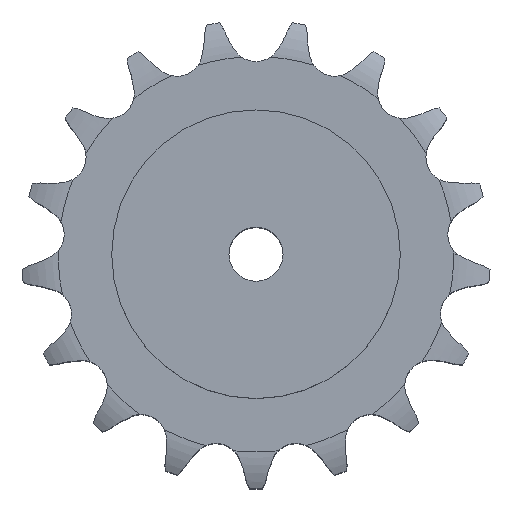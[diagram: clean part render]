
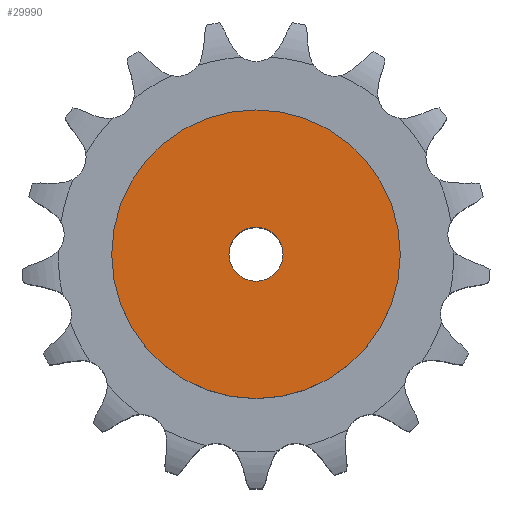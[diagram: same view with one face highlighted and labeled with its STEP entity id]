
A CAD part, top view. The second image highlights one B-rep face of the part: STEP entity #29990.
In plain terms, the highlighted planar face has unit normal (0, 0, 1).
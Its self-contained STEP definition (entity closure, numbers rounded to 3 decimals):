
#16214 = CYLINDRICAL_SURFACE('',#16215,15.);
#16215 = AXIS2_PLACEMENT_3D('',#16216,#16217,#16218);
#16216 = CARTESIAN_POINT('',(0.,0.,443.559));
#16217 = DIRECTION('',(0.,0.,1.));
#16218 = DIRECTION('',(1.,0.,0.));
#20519 = EDGE_CURVE('',#20520,#20520,#20522,.T.);
#20520 = VERTEX_POINT('',#20521);
#20521 = CARTESIAN_POINT('',(15.,0.,180.));
#20522 = SURFACE_CURVE('',#20523,(#20528,#20535),.PCURVE_S1.);
#20523 = CIRCLE('',#20524,15.);
#20524 = AXIS2_PLACEMENT_3D('',#20525,#20526,#20527);
#20525 = CARTESIAN_POINT('',(0.,0.,180.));
#20526 = DIRECTION('',(0.,0.,1.));
#20527 = DIRECTION('',(1.,0.,0.));
#20528 = PCURVE('',#16214,#20529);
#20529 = DEFINITIONAL_REPRESENTATION('',(#20530),#20534);
#20530 = LINE('',#20531,#20532);
#20531 = CARTESIAN_POINT('',(0.,-263.559));
#20532 = VECTOR('',#20533,1.);
#20533 = DIRECTION('',(1.,0.));
#20534 = ( GEOMETRIC_REPRESENTATION_CONTEXT(2) 
PARAMETRIC_REPRESENTATION_CONTEXT() REPRESENTATION_CONTEXT('2D SPACE',''
  ) );
#20535 = PCURVE('',#20536,#20541);
#20536 = PLANE('',#20537);
#20537 = AXIS2_PLACEMENT_3D('',#20538,#20539,#20540);
#20538 = CARTESIAN_POINT('',(0.,0.,180.
    ));
#20539 = DIRECTION('',(0.,0.,1.));
#20540 = DIRECTION('',(1.,0.,0.));
#20541 = DEFINITIONAL_REPRESENTATION('',(#20542),#20546);
#20542 = CIRCLE('',#20543,15.);
#20543 = AXIS2_PLACEMENT_2D('',#20544,#20545);
#20544 = CARTESIAN_POINT('',(0.,0.));
#20545 = DIRECTION('',(1.,0.));
#20546 = ( GEOMETRIC_REPRESENTATION_CONTEXT(2) 
PARAMETRIC_REPRESENTATION_CONTEXT() REPRESENTATION_CONTEXT('2D SPACE',''
  ) );
#29990 = ADVANCED_FACE('',(#29991,#30022),#20536,.T.);
#29991 = FACE_BOUND('',#29992,.T.);
#29992 = EDGE_LOOP('',(#29993));
#29993 = ORIENTED_EDGE('',*,*,#29994,.T.);
#29994 = EDGE_CURVE('',#29995,#29995,#29997,.T.);
#29995 = VERTEX_POINT('',#29996);
#29996 = CARTESIAN_POINT('',(80.,0.,180.));
#29997 = SURFACE_CURVE('',#29998,(#30003,#30010),.PCURVE_S1.);
#29998 = CIRCLE('',#29999,80.);
#29999 = AXIS2_PLACEMENT_3D('',#30000,#30001,#30002);
#30000 = CARTESIAN_POINT('',(0.,0.,180.));
#30001 = DIRECTION('',(0.,0.,1.));
#30002 = DIRECTION('',(1.,0.,0.));
#30003 = PCURVE('',#20536,#30004);
#30004 = DEFINITIONAL_REPRESENTATION('',(#30005),#30009);
#30005 = CIRCLE('',#30006,80.);
#30006 = AXIS2_PLACEMENT_2D('',#30007,#30008);
#30007 = CARTESIAN_POINT('',(0.,0.));
#30008 = DIRECTION('',(1.,0.));
#30009 = ( GEOMETRIC_REPRESENTATION_CONTEXT(2) 
PARAMETRIC_REPRESENTATION_CONTEXT() REPRESENTATION_CONTEXT('2D SPACE',''
  ) );
#30010 = PCURVE('',#30011,#30016);
#30011 = CYLINDRICAL_SURFACE('',#30012,80.);
#30012 = AXIS2_PLACEMENT_3D('',#30013,#30014,#30015);
#30013 = CARTESIAN_POINT('',(0.,0.,0.));
#30014 = DIRECTION('',(-0.,-0.,-1.));
#30015 = DIRECTION('',(1.,0.,0.));
#30016 = DEFINITIONAL_REPRESENTATION('',(#30017),#30021);
#30017 = LINE('',#30018,#30019);
#30018 = CARTESIAN_POINT('',(-0.,-180.));
#30019 = VECTOR('',#30020,1.);
#30020 = DIRECTION('',(-1.,0.));
#30021 = ( GEOMETRIC_REPRESENTATION_CONTEXT(2) 
PARAMETRIC_REPRESENTATION_CONTEXT() REPRESENTATION_CONTEXT('2D SPACE',''
  ) );
#30022 = FACE_BOUND('',#30023,.T.);
#30023 = EDGE_LOOP('',(#30024));
#30024 = ORIENTED_EDGE('',*,*,#20519,.F.);
